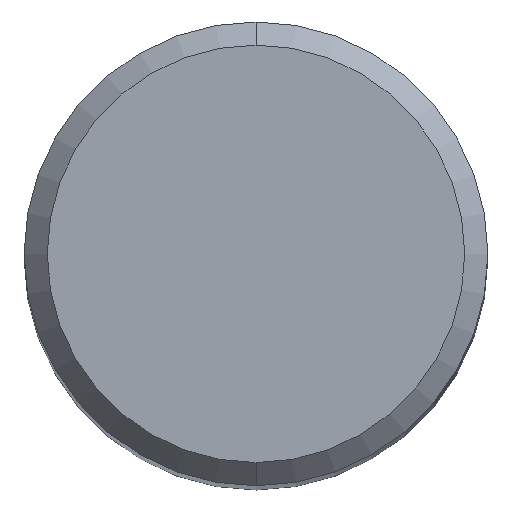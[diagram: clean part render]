
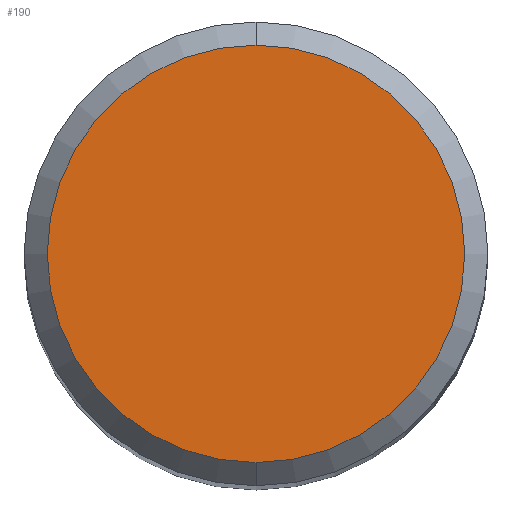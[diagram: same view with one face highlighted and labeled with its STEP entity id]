
A CAD part, top view. The second image highlights one B-rep face of the part: STEP entity #190.
In plain terms, the highlighted planar face has unit normal (0, 0, 1).
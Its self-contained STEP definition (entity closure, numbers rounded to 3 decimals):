
#190=ADVANCED_FACE('',(#491),#492,.T.);
#290=EDGE_CURVE('',#432,#404,#604,.T.);
#312=EDGE_CURVE('',#404,#432,#629,.T.);
#404=VERTEX_POINT('',#727);
#432=VERTEX_POINT('',#758);
#491=FACE_OUTER_BOUND('',#821,.T.);
#492=PLANE('',#822);
#604=CIRCLE('',#1098,5.4);
#629=CIRCLE('',#1167,5.4);
#727=CARTESIAN_POINT('',(0.,-5.4,0.0));
#758=CARTESIAN_POINT('',(0.0,5.4,0.0));
#821=EDGE_LOOP('',(#1495,#1496));
#822=AXIS2_PLACEMENT_3D('',#1497,#1498,#1499);
#1098=AXIS2_PLACEMENT_3D('',#1627,#1628,#1629);
#1167=AXIS2_PLACEMENT_3D('',#1654,#1655,#1656);
#1495=ORIENTED_EDGE('',*,*,#290,.F.);
#1496=ORIENTED_EDGE('',*,*,#312,.F.);
#1497=CARTESIAN_POINT('',(0.0,2.7,0.0));
#1498=DIRECTION('',(-0.0,0.0,1.0));
#1499=DIRECTION('',(0.0,-1.0,0.0));
#1627=CARTESIAN_POINT('',(0.0,0.0,0.0));
#1628=DIRECTION('',(0.0,0.0,-1.0));
#1629=DIRECTION('',(0.0,1.0,0.0));
#1654=CARTESIAN_POINT('',(0.0,0.0,0.0));
#1655=DIRECTION('',(0.0,0.0,-1.0));
#1656=DIRECTION('',(0.0,1.0,0.0));
